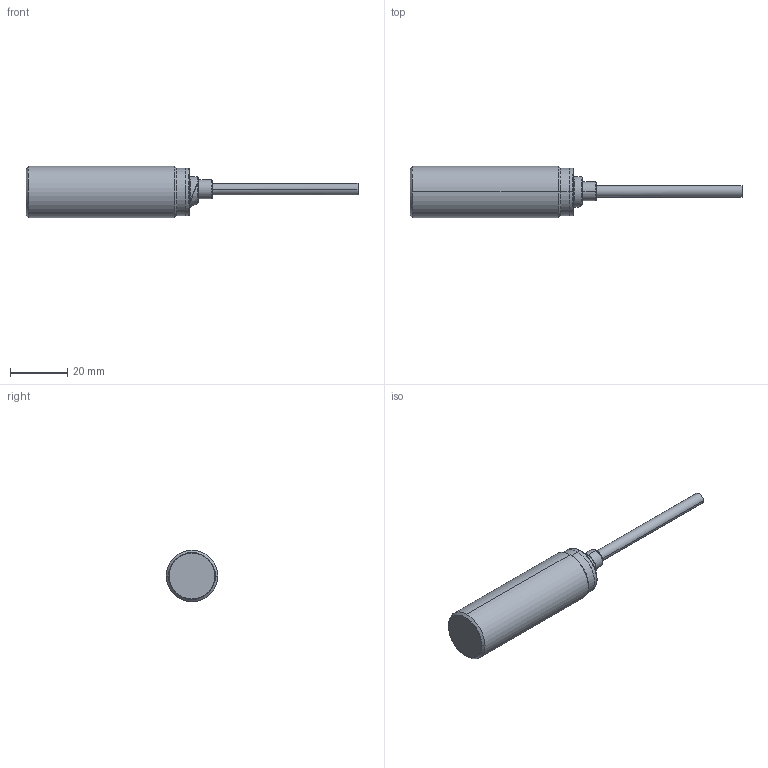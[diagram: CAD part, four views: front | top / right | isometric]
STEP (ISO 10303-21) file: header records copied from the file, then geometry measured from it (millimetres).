
FILE_DESCRIPTION (( 'STEP AP214' ), '1' );
FILE_NAME ('PNK-CN-3A.step', '2018-04-17T19:45:15', ( '' ), ( '' ), 'SwSTEP 2.0', 'SolidWorks 2017', '' );
FILE_SCHEMA (( 'AUTOMOTIVE_DESIGN' ));
Length unit declared in the file: inch
Products named in the file (1): PNK-CN-3A
Bounding box: 115.8 x 18 x 18 mm (x, y, z)
Volume: 15336.3 mm3; surface area: 4576.7 mm2
Topology: 1 solids, 1 shells, 76 faces, 196 edges, 124 vertices
Faces by surface type: bspline 25, cylinder 20, plane 18, cone 13
Entity records: 3426 total; most frequent: CARTESIAN_POINT 1649, ORIENTED_EDGE 388, DIRECTION 352, EDGE_CURVE 194, AXIS2_PLACEMENT_3D 155, VERTEX_POINT 124, CIRCLE 103, EDGE_LOOP 84
